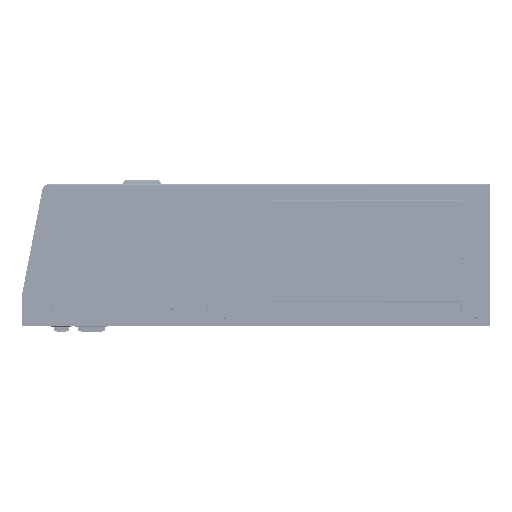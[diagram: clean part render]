
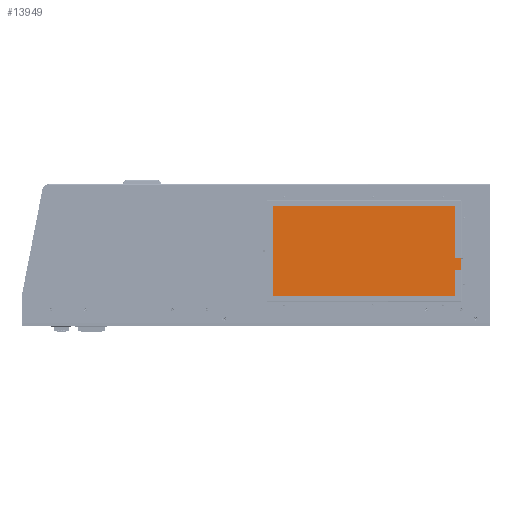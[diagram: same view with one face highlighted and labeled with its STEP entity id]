
A CAD part, left-side view. The second image highlights one B-rep face of the part: STEP entity #13949.
In plain terms, the highlighted face is planar.
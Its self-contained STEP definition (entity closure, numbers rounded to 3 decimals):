
#1425 = VECTOR ( 'NONE', #61060, 1000. ) ;
#9617 = CARTESIAN_POINT ( 'NONE',  ( -87., 0., -167.5 ) ) ;
#13776 = CARTESIAN_POINT ( 'NONE',  ( 87., 0., 167.5 ) ) ;
#13949 = ADVANCED_FACE ( 'NONE', ( #71714 ), #66755, .T. ) ;
#17473 = EDGE_CURVE ( 'NONE', #93826, #76716, #58447, .T. ) ;
#20947 = LINE ( 'NONE', #83464, #1425 ) ;
#28328 = VECTOR ( 'NONE', #90041, 1000. ) ;
#36062 = DIRECTION ( 'NONE',  ( 1., 0., 0. ) ) ;
#58354 = CARTESIAN_POINT ( 'NONE',  ( -87., 0., 167.5 ) ) ;
#58431 = AXIS2_PLACEMENT_3D ( 'NONE', #77210, #137855, #131767 ) ;
#58447 = LINE ( 'NONE', #9617, #28328 ) ;
#61060 = DIRECTION ( 'NONE',  ( 0., 0., 1. ) ) ;
#62248 = VERTEX_POINT ( 'NONE', #13776 ) ;
#62943 = DIRECTION ( 'NONE',  ( 0., 0., -1. ) ) ;
#66755 = PLANE ( 'NONE',  #58431 ) ;
#69570 = ORIENTED_EDGE ( 'NONE', *, *, #130734, .F. ) ;
#71714 = FACE_OUTER_BOUND ( 'NONE', #93217, .T. ) ;
#72054 = CARTESIAN_POINT ( 'NONE',  ( -87., 0., -167.5 ) ) ;
#75241 = CARTESIAN_POINT ( 'NONE',  ( -87., 0., 167.5 ) ) ;
#76716 = VERTEX_POINT ( 'NONE', #72054 ) ;
#77210 = CARTESIAN_POINT ( 'NONE',  ( 0., 0., 0. ) ) ;
#81584 = ORIENTED_EDGE ( 'NONE', *, *, #114429, .F. ) ;
#81886 = EDGE_CURVE ( 'NONE', #62248, #93826, #105353, .T. ) ;
#83464 = CARTESIAN_POINT ( 'NONE',  ( -87., 0., 167.5 ) ) ;
#90041 = DIRECTION ( 'NONE',  ( -1., 0., 0. ) ) ;
#92531 = VERTEX_POINT ( 'NONE', #75241 ) ;
#92707 = ORIENTED_EDGE ( 'NONE', *, *, #17473, .F. ) ;
#93217 = EDGE_LOOP ( 'NONE', ( #81584, #92707, #124888, #69570 ) ) ;
#93826 = VERTEX_POINT ( 'NONE', #134989 ) ;
#105353 = LINE ( 'NONE', #108256, #114207 ) ;
#108256 = CARTESIAN_POINT ( 'NONE',  ( 87., 0., 167.5 ) ) ;
#114207 = VECTOR ( 'NONE', #62943, 1000. ) ;
#114384 = LINE ( 'NONE', #58354, #133916 ) ;
#114429 = EDGE_CURVE ( 'NONE', #76716, #92531, #20947, .T. ) ;
#124888 = ORIENTED_EDGE ( 'NONE', *, *, #81886, .F. ) ;
#130734 = EDGE_CURVE ( 'NONE', #92531, #62248, #114384, .T. ) ;
#131767 = DIRECTION ( 'NONE',  ( 0., 0., -1. ) ) ;
#133916 = VECTOR ( 'NONE', #36062, 1000. ) ;
#134989 = CARTESIAN_POINT ( 'NONE',  ( 87., 0., -167.5 ) ) ;
#137855 = DIRECTION ( 'NONE',  ( 0., -1., 0. ) ) ;
